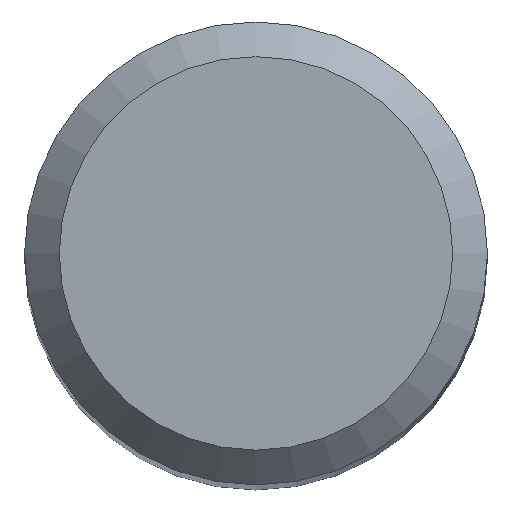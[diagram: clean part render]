
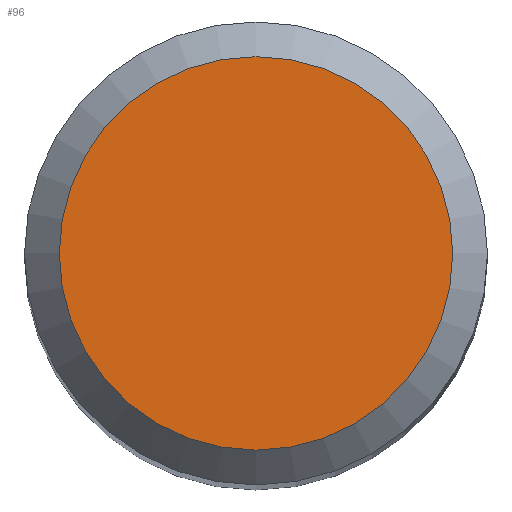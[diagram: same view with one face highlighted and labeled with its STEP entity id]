
A CAD part, top view. The second image highlights one B-rep face of the part: STEP entity #96.
In plain terms, the highlighted planar face has unit normal (0, 0, 1).
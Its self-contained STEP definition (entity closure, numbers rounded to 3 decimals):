
#7 = VERTEX_POINT ( 'NONE', #218 ) ;
#35 = DIRECTION ( 'NONE',  ( 0., 0., -1. ) ) ;
#36 = FACE_OUTER_BOUND ( 'NONE', #100, .T. ) ;
#67 = EDGE_CURVE ( 'NONE', #7, #7, #93, .T. ) ;
#73 = AXIS2_PLACEMENT_3D ( 'NONE', #125, #35, #143 ) ;
#93 = CIRCLE ( 'NONE', #73, 3.4 ) ;
#96 = ADVANCED_FACE ( 'NONE', ( #36 ), #107, .F. ) ;
#100 = EDGE_LOOP ( 'NONE', ( #119 ) ) ;
#104 = AXIS2_PLACEMENT_3D ( 'NONE', #181, #167, #209 ) ;
#107 = PLANE ( 'NONE',  #104 ) ;
#119 = ORIENTED_EDGE ( 'NONE', *, *, #67, .F. ) ;
#125 = CARTESIAN_POINT ( 'NONE',  ( 0., 0., 80. ) ) ;
#143 = DIRECTION ( 'NONE',  ( 0., 1., 0. ) ) ;
#167 = DIRECTION ( 'NONE',  ( 0., 0., -1. ) ) ;
#181 = CARTESIAN_POINT ( 'NONE',  ( 0., 0., 80. ) ) ;
#209 = DIRECTION ( 'NONE',  ( 0., 1., 0. ) ) ;
#218 = CARTESIAN_POINT ( 'NONE',  ( 0., 3.4, 80. ) ) ;
